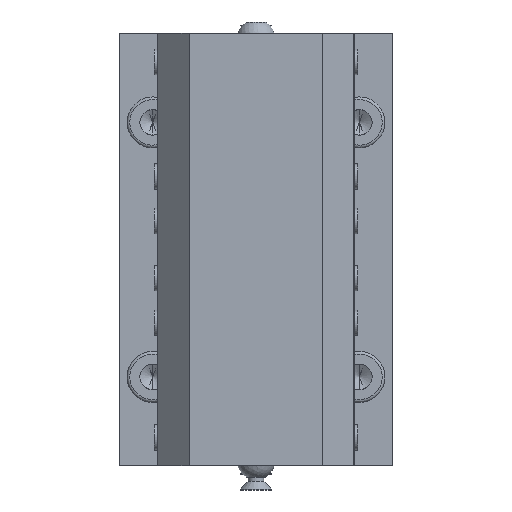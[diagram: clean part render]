
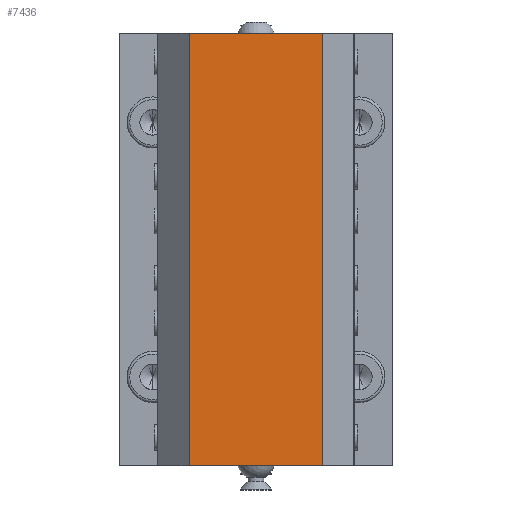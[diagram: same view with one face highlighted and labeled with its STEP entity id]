
A CAD part, left-side view. The second image highlights one B-rep face of the part: STEP entity #7436.
In plain terms, the highlighted planar face has unit normal (-1, 0, 0).
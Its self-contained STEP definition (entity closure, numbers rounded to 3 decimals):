
#45=DIRECTION('',(0.,-1.,0.));
#46=VECTOR('',#45,42.);
#47=CARTESIAN_POINT('',(-108.,21.,-68.));
#48=LINE('',#47,#46);
#632=DIRECTION('',(0.,-1.,0.));
#633=VECTOR('',#632,42.);
#634=CARTESIAN_POINT('',(-108.,21.,68.));
#635=LINE('',#634,#633);
#842=DIRECTION('',(0.,0.,1.));
#843=VECTOR('',#842,136.);
#844=CARTESIAN_POINT('',(-108.,-21.,-68.));
#845=LINE('',#844,#843);
#846=DIRECTION('',(0.,0.,1.));
#847=VECTOR('',#846,136.);
#848=CARTESIAN_POINT('',(-108.,21.,-68.));
#849=LINE('',#848,#847);
#6313=CARTESIAN_POINT('',(-108.,21.,-68.));
#6314=VERTEX_POINT('',#6313);
#6315=CARTESIAN_POINT('',(-108.,-21.,-68.));
#6316=VERTEX_POINT('',#6315);
#6321=CARTESIAN_POINT('',(-108.,21.,68.));
#6322=VERTEX_POINT('',#6321);
#6323=CARTESIAN_POINT('',(-108.,-21.,68.));
#6324=VERTEX_POINT('',#6323);
#7424=CARTESIAN_POINT('',(-108.,21.,-68.));
#7425=DIRECTION('',(-1.,0.,0.));
#7426=DIRECTION('',(0.,-1.,0.));
#7427=AXIS2_PLACEMENT_3D('',#7424,#7425,#7426);
#7428=PLANE('',#7427);
#7429=ORIENTED_EDGE('',*,*,#7106,.F.);
#7431=ORIENTED_EDGE('',*,*,#7430,.T.);
#7432=ORIENTED_EDGE('',*,*,#7357,.T.);
#7433=ORIENTED_EDGE('',*,*,#7418,.F.);
#7434=EDGE_LOOP('',(#7429,#7431,#7432,#7433));
#7435=FACE_OUTER_BOUND('',#7434,.F.);
#7436=ADVANCED_FACE('',(#7435),#7428,.T.);
#7106=EDGE_CURVE('',#6314,#6316,#48,.T.);
#7357=EDGE_CURVE('',#6322,#6324,#635,.T.);
#7418=EDGE_CURVE('',#6316,#6324,#845,.T.);
#7430=EDGE_CURVE('',#6314,#6322,#849,.T.);
